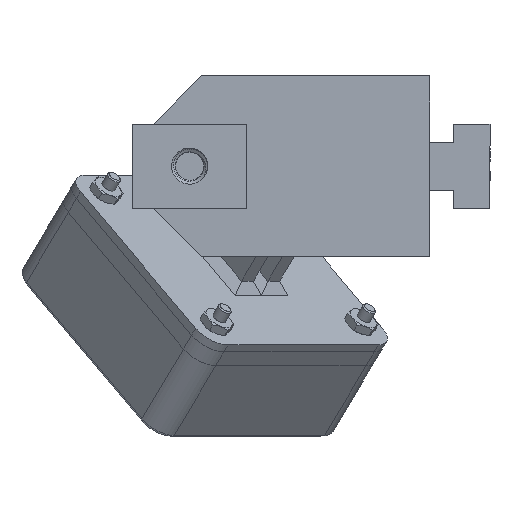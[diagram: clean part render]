
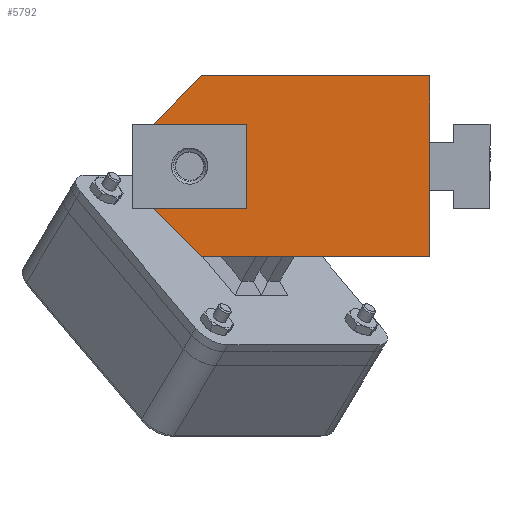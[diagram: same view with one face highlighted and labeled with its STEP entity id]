
A CAD part, left-side view. The second image highlights one B-rep face of the part: STEP entity #5792.
In plain terms, the highlighted planar face has unit normal (-1, 0, 0).
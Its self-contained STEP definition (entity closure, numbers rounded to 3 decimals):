
#282=FACE_BOUND('',#1182,.T.);
#480=PLANE('',#6436);
#800=FACE_OUTER_BOUND('',#1181,.T.);
#1181=EDGE_LOOP('',(#5313,#5314,#5315,#5316,#5317,#5318));
#1182=EDGE_LOOP('',(#5319));
#1708=LINE('',#11660,#2246);
#1714=LINE('',#11675,#2252);
#1716=LINE('',#11679,#2254);
#1717=LINE('',#11681,#2255);
#1718=LINE('',#11682,#2256);
#1719=LINE('',#11683,#2257);
#2246=VECTOR('',#7993,10.);
#2252=VECTOR('',#8005,10.);
#2254=VECTOR('',#8009,10.);
#2255=VECTOR('',#8010,10.);
#2256=VECTOR('',#8011,10.);
#2257=VECTOR('',#8012,10.);
#2457=CIRCLE('',#6437,3.25);
#2955=VERTEX_POINT('',#11657);
#2956=VERTEX_POINT('',#11659);
#2961=VERTEX_POINT('',#11672);
#2962=VERTEX_POINT('',#11674);
#2963=VERTEX_POINT('',#11678);
#2964=VERTEX_POINT('',#11680);
#2965=VERTEX_POINT('',#11684);
#3744=EDGE_CURVE('',#2955,#2956,#1708,.T.);
#3751=EDGE_CURVE('',#2961,#2962,#1714,.T.);
#3753=EDGE_CURVE('',#2963,#2961,#1716,.T.);
#3754=EDGE_CURVE('',#2964,#2963,#1717,.T.);
#3755=EDGE_CURVE('',#2956,#2964,#1718,.T.);
#3756=EDGE_CURVE('',#2962,#2955,#1719,.T.);
#3757=EDGE_CURVE('',#2965,#2965,#2457,.T.);
#5313=ORIENTED_EDGE('',*,*,#3751,.F.);
#5314=ORIENTED_EDGE('',*,*,#3753,.F.);
#5315=ORIENTED_EDGE('',*,*,#3754,.F.);
#5316=ORIENTED_EDGE('',*,*,#3755,.F.);
#5317=ORIENTED_EDGE('',*,*,#3744,.F.);
#5318=ORIENTED_EDGE('',*,*,#3756,.F.);
#5319=ORIENTED_EDGE('',*,*,#3757,.F.);
#5792=ADVANCED_FACE('',(#800,#282),#480,.F.);
#6436=AXIS2_PLACEMENT_3D('',#11677,#8007,#8008);
#6437=AXIS2_PLACEMENT_3D('',#11685,#8013,#8014);
#7993=DIRECTION('',(0.,0.,-1.));
#8005=DIRECTION('',(0.,-0.707,0.707));
#8007=DIRECTION('center_axis',(1.,0.,0.));
#8008=DIRECTION('ref_axis',(0.,1.,0.));
#8009=DIRECTION('',(0.,0.,1.));
#8010=DIRECTION('',(0.,0.707,0.707));
#8011=DIRECTION('',(0.,1.,0.));
#8012=DIRECTION('',(0.,-1.,0.));
#8013=DIRECTION('center_axis',(-1.,0.,0.));
#8014=DIRECTION('ref_axis',(0.,-1.,0.));
#11657=CARTESIAN_POINT('',(0.,0.,30.));
#11659=CARTESIAN_POINT('',(0.,0.,0.));
#11660=CARTESIAN_POINT('',(0.,0.,30.));
#11672=CARTESIAN_POINT('',(0.,48.,20.));
#11674=CARTESIAN_POINT('',(0.,38.,30.));
#11675=CARTESIAN_POINT('',(0.,40.75,27.25));
#11677=CARTESIAN_POINT('Origin',(0.,24.,15.));
#11678=CARTESIAN_POINT('',(0.,48.,10.));
#11679=CARTESIAN_POINT('',(0.,48.,0.));
#11680=CARTESIAN_POINT('',(0.,38.,0.));
#11681=CARTESIAN_POINT('',(0.,40.75,2.75));
#11682=CARTESIAN_POINT('',(0.,0.,0.));
#11683=CARTESIAN_POINT('',(0.,48.,30.));
#11684=CARTESIAN_POINT('',(0.,43.25,15.));
#11685=CARTESIAN_POINT('Origin',(0.,40.,15.));
